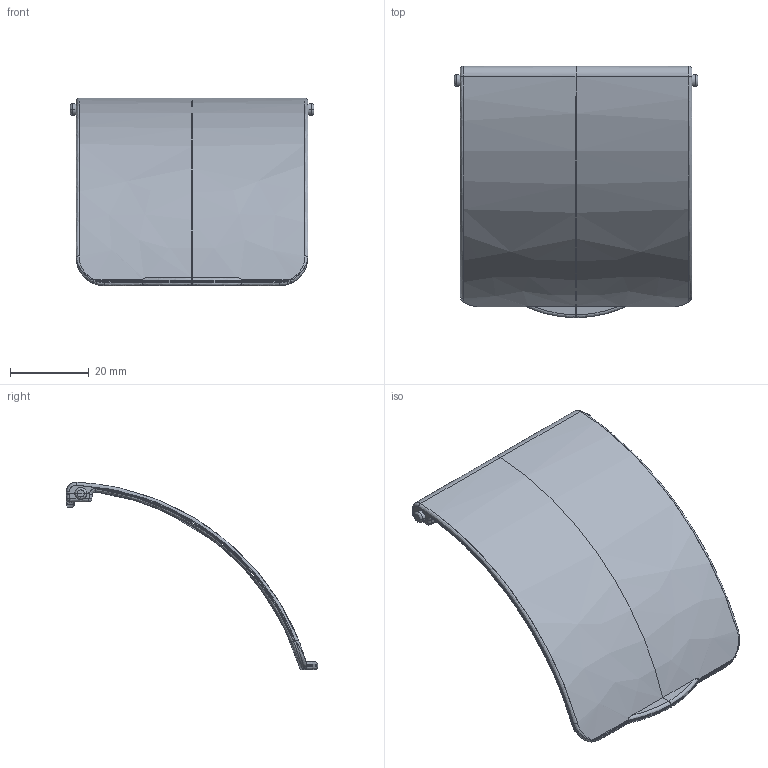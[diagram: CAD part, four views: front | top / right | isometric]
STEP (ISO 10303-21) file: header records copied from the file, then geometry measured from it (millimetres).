
FILE_DESCRIPTION((''),'2;1');
FILE_NAME('OKT.stp','2021-05-17T12:40:54',(''),(''),'AutoCAD STEP 2000i','AutoCAD 2000i',', , ');
FILE_SCHEMA(('CONFIG_CONTROL_DESIGN'));
Length unit declared in the file: millimetre
Products named in the file (1): OKT
Bounding box: 61.75 x 63.65 x 47.57 mm (x, y, z)
Surface area: 10414.4 mm2 (no closed solid volume)
Topology: 0 solids, 0 shells, 152 faces, 646 edges, 640 vertices
Faces by surface type: bspline 152
Entity records: 11055 total; most frequent: CARTESIAN_POINT 8046, QUASI_UNIFORM_CURVE 939, PCURVE 642, COMPOSITE_CURVE_SEGMENT 642, B_SPLINE_CURVE_WITH_KNOTS 271, OUTER_BOUNDARY_CURVE 152, CURVE_BOUNDED_SURFACE 152, QUASI_UNIFORM_SURFACE 68
